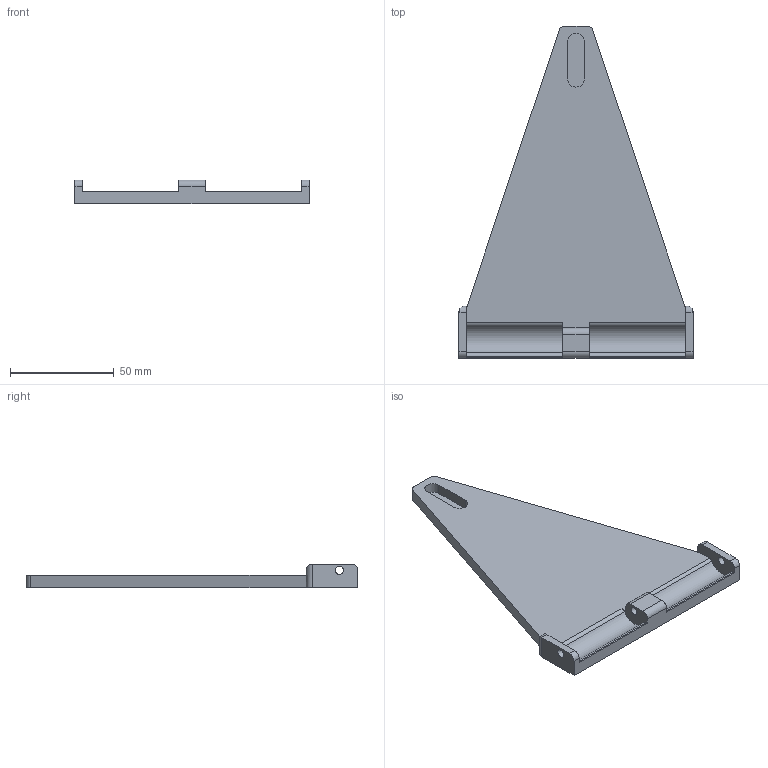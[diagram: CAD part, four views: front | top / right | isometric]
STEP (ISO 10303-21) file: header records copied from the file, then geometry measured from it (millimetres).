
FILE_DESCRIPTION(('FreeCAD Model'),'2;1');
FILE_NAME('Open CASCADE Shape Model','2025-12-28T20:29:22',(''),(''), 'Open CASCADE STEP processor 7.9','FreeCAD','Unknown');
FILE_SCHEMA(('AUTOMOTIVE_DESIGN { 1 0 10303 214 1 1 1 1 }'));
Length unit declared in the file: millimetre
Products named in the file (1): Body001
Bounding box: 113 x 160.22 x 11.5 mm (x, y, z)
Volume: 61607.7 mm3; surface area: 26536.8 mm2
Topology: 1 solids, 1 shells, 44 faces, 123 edges, 82 vertices
Faces by surface type: plane 23, cylinder 21
Full cylindrical faces by diameter (mm): 4 x3
Entity records: 1458 total; most frequent: CARTESIAN_POINT 253, DIRECTION 250, ORIENTED_EDGE 246, EDGE_CURVE 123, AXIS2_PLACEMENT_3D 85, VERTEX_POINT 82, LINE 80, VECTOR 80
